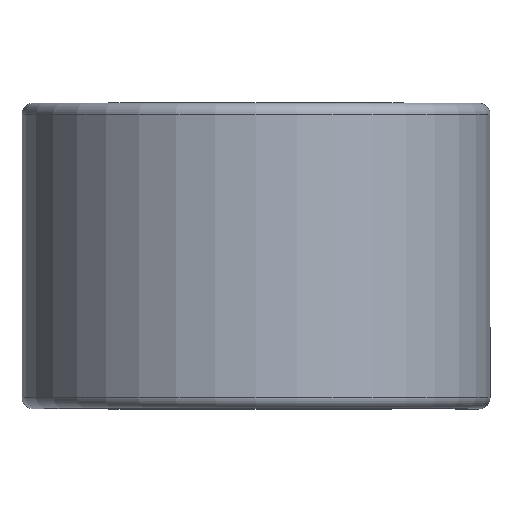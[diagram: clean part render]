
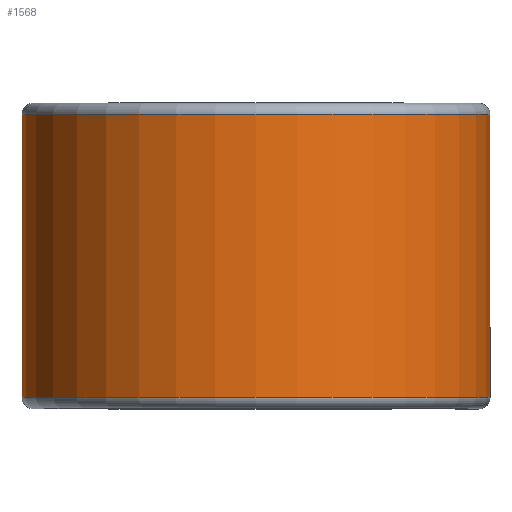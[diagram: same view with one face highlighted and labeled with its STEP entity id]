
A CAD part, top view. The second image highlights one B-rep face of the part: STEP entity #1568.
In plain terms, the highlighted cylindrical face has radius 15.812 mm (diameter 31.623 mm), a partial arc.
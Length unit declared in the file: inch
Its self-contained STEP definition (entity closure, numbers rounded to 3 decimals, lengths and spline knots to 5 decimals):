
#21 = CARTESIAN_POINT ( 'NONE',  ( 0.6225, 0.37625, 0. ) ) ;
#96 = VERTEX_POINT ( 'NONE', #362 ) ;
#362 = CARTESIAN_POINT ( 'NONE',  ( 0., -0.37625, -0.6225 ) ) ;
#414 = LINE ( 'NONE', #21, #864 ) ;
#424 = CARTESIAN_POINT ( 'NONE',  ( 0., -0.37625, 0. ) ) ;
#431 = CYLINDRICAL_SURFACE ( 'NONE', #1092, 0.6225 ) ;
#551 = DIRECTION ( 'NONE',  ( 0., 1., 0. ) ) ;
#599 = DIRECTION ( 'NONE',  ( 0., 0., -1. ) ) ;
#609 = DIRECTION ( 'NONE',  ( 0., -1., 0. ) ) ;
#762 = EDGE_LOOP ( 'NONE', ( #1746, #1832, #2197, #796 ) ) ;
#791 = DIRECTION ( 'NONE',  ( 0., 0., -1. ) ) ;
#796 = ORIENTED_EDGE ( 'NONE', *, *, #2022, .F. ) ;
#864 = VECTOR ( 'NONE', #1116, 39.37008 ) ;
#1018 = CARTESIAN_POINT ( 'NONE',  ( 0.6225, -0.37625, 0. ) ) ;
#1092 = AXIS2_PLACEMENT_3D ( 'NONE', #1128, #1120, #791 ) ;
#1106 = CARTESIAN_POINT ( 'NONE',  ( 0., 0.37625, -0.6225 ) ) ;
#1116 = DIRECTION ( 'NONE',  ( 0., 1., 0. ) ) ;
#1120 = DIRECTION ( 'NONE',  ( 0., -1., 0. ) ) ;
#1128 = CARTESIAN_POINT ( 'NONE',  ( 0., 0.375, 0. ) ) ;
#1157 = VERTEX_POINT ( 'NONE', #1018 ) ;
#1241 = CIRCLE ( 'NONE', #1946, 0.6225 ) ;
#1546 = VECTOR ( 'NONE', #551, 39.37008 ) ;
#1552 = LINE ( 'NONE', #1834, #1546 ) ;
#1568 = ADVANCED_FACE ( 'NONE', ( #1752 ), #431, .T. ) ;
#1685 = DIRECTION ( 'NONE',  ( 0., -1., 0. ) ) ;
#1693 = CARTESIAN_POINT ( 'NONE',  ( 0., 0.37625, 0. ) ) ;
#1746 = ORIENTED_EDGE ( 'NONE', *, *, #2050, .T. ) ;
#1752 = FACE_OUTER_BOUND ( 'NONE', #762, .T. ) ;
#1774 = EDGE_CURVE ( 'NONE', #96, #1880, #1552, .T. ) ;
#1795 = CIRCLE ( 'NONE', #2190, 0.6225 ) ;
#1832 = ORIENTED_EDGE ( 'NONE', *, *, #2066, .T. ) ;
#1834 = CARTESIAN_POINT ( 'NONE',  ( 0., 0.37625, -0.6225 ) ) ;
#1874 = DIRECTION ( 'NONE',  ( 0., 0., -1. ) ) ;
#1880 = VERTEX_POINT ( 'NONE', #1106 ) ;
#1918 = CARTESIAN_POINT ( 'NONE',  ( 0.6225, 0.37625, 0. ) ) ;
#1946 = AXIS2_PLACEMENT_3D ( 'NONE', #424, #1685, #599 ) ;
#2022 = EDGE_CURVE ( 'NONE', #1157, #96, #1241, .T. ) ;
#2050 = EDGE_CURVE ( 'NONE', #1157, #2176, #414, .T. ) ;
#2066 = EDGE_CURVE ( 'NONE', #2176, #1880, #1795, .T. ) ;
#2176 = VERTEX_POINT ( 'NONE', #1918 ) ;
#2190 = AXIS2_PLACEMENT_3D ( 'NONE', #1693, #609, #1874 ) ;
#2197 = ORIENTED_EDGE ( 'NONE', *, *, #1774, .F. ) ;
